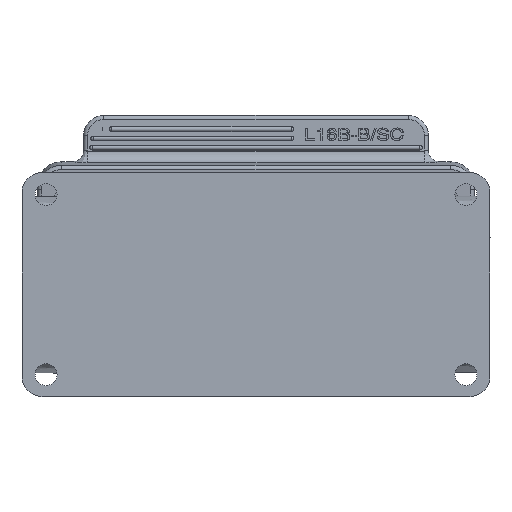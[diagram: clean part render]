
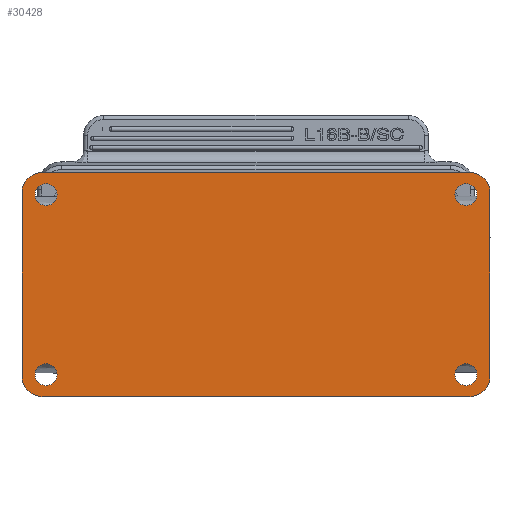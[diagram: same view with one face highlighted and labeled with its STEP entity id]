
A CAD part, front view. The second image highlights one B-rep face of the part: STEP entity #30428.
In plain terms, the highlighted planar face has unit normal (0, -1, 0).
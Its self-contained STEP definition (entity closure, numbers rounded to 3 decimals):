
#7382=DIRECTION('',(0.,0.,-1.));
#7383=VECTOR('',#7382,46.);
#7384=CARTESIAN_POINT('',(118.,0.,-5.));
#7385=LINE('',#7384,#7383);
#7386=CARTESIAN_POINT('',(113.,0.,-51.));
#7387=DIRECTION('',(0.,1.,0.));
#7388=DIRECTION('',(1.,0.,0.));
#7389=AXIS2_PLACEMENT_3D('',#7386,#7387,#7388);
#7391=CARTESIAN_POINT('',(6.,0.,-51.));
#7392=DIRECTION('',(0.,1.,0.));
#7393=DIRECTION('',(0.,0.,-1.));
#7394=AXIS2_PLACEMENT_3D('',#7391,#7392,#7393);
#7396=DIRECTION('',(0.,0.,1.));
#7397=VECTOR('',#7396,46.);
#7398=CARTESIAN_POINT('',(1.,0.,-51.));
#7399=LINE('',#7398,#7397);
#7400=CARTESIAN_POINT('',(6.,0.,-5.));
#7401=DIRECTION('',(0.,1.,0.));
#7402=DIRECTION('',(-1.,0.,0.));
#7403=AXIS2_PLACEMENT_3D('',#7400,#7401,#7402);
#7405=DIRECTION('',(1.,0.,0.));
#7406=VECTOR('',#7405,107.);
#7407=CARTESIAN_POINT('',(6.,0.,0.));
#7408=LINE('',#7407,#7406);
#7409=CARTESIAN_POINT('',(113.,0.,-5.));
#7410=DIRECTION('',(0.,1.,0.));
#7411=DIRECTION('',(0.,0.,1.));
#7412=AXIS2_PLACEMENT_3D('',#7409,#7410,#7411);
#7414=CARTESIAN_POINT('',(7.,0.,-5.5));
#7415=DIRECTION('',(0.,-1.,0.));
#7416=DIRECTION('',(0.,0.,1.));
#7417=AXIS2_PLACEMENT_3D('',#7414,#7415,#7416);
#7419=CARTESIAN_POINT('',(7.,0.,-5.5));
#7420=DIRECTION('',(0.,-1.,0.));
#7421=DIRECTION('',(0.,0.,-1.));
#7422=AXIS2_PLACEMENT_3D('',#7419,#7420,#7421);
#7424=CARTESIAN_POINT('',(7.,0.,-50.5));
#7425=DIRECTION('',(0.,-1.,0.));
#7426=DIRECTION('',(0.,0.,1.));
#7427=AXIS2_PLACEMENT_3D('',#7424,#7425,#7426);
#7429=CARTESIAN_POINT('',(7.,0.,-50.5));
#7430=DIRECTION('',(0.,-1.,0.));
#7431=DIRECTION('',(0.,0.,-1.));
#7432=AXIS2_PLACEMENT_3D('',#7429,#7430,#7431);
#7434=CARTESIAN_POINT('',(112.,0.,-50.5));
#7435=DIRECTION('',(0.,-1.,0.));
#7436=DIRECTION('',(0.,0.,1.));
#7437=AXIS2_PLACEMENT_3D('',#7434,#7435,#7436);
#7439=CARTESIAN_POINT('',(112.,0.,-50.5));
#7440=DIRECTION('',(0.,-1.,0.));
#7441=DIRECTION('',(0.,0.,-1.));
#7442=AXIS2_PLACEMENT_3D('',#7439,#7440,#7441);
#7444=CARTESIAN_POINT('',(112.,0.,-5.5));
#7445=DIRECTION('',(0.,-1.,0.));
#7446=DIRECTION('',(0.,0.,1.));
#7447=AXIS2_PLACEMENT_3D('',#7444,#7445,#7446);
#7449=CARTESIAN_POINT('',(112.,0.,-5.5));
#7450=DIRECTION('',(0.,-1.,0.));
#7451=DIRECTION('',(0.,0.,-1.));
#7452=AXIS2_PLACEMENT_3D('',#7449,#7450,#7451);
#7467=DIRECTION('',(1.,0.,0.));
#7468=VECTOR('',#7467,107.);
#7469=CARTESIAN_POINT('',(6.,0.,-56.));
#7470=LINE('',#7469,#7468);
#12997=CARTESIAN_POINT('',(113.,0.,0.));
#12999=VERTEX_POINT('',#12997);
#13001=CARTESIAN_POINT('',(118.,0.,-5.));
#13003=VERTEX_POINT('',#13001);
#13441=CARTESIAN_POINT('',(112.,0.,-2.75));
#13442=VERTEX_POINT('',#13441);
#13443=CARTESIAN_POINT('',(118.,0.,-51.));
#13444=VERTEX_POINT('',#13443);
#13445=CARTESIAN_POINT('',(113.,0.,-56.));
#13446=VERTEX_POINT('',#13445);
#13447=CARTESIAN_POINT('',(6.,0.,-56.));
#13448=VERTEX_POINT('',#13447);
#13449=CARTESIAN_POINT('',(1.,0.,-51.));
#13450=VERTEX_POINT('',#13449);
#13451=CARTESIAN_POINT('',(1.,0.,-5.));
#13452=VERTEX_POINT('',#13451);
#13453=CARTESIAN_POINT('',(6.,0.,0.));
#13454=VERTEX_POINT('',#13453);
#13455=CARTESIAN_POINT('',(7.,0.,-2.75));
#13456=CARTESIAN_POINT('',(7.,0.,-8.25));
#13457=VERTEX_POINT('',#13455);
#13458=VERTEX_POINT('',#13456);
#13459=CARTESIAN_POINT('',(7.,0.,-47.75));
#13460=CARTESIAN_POINT('',(7.,0.,-53.25));
#13461=VERTEX_POINT('',#13459);
#13462=VERTEX_POINT('',#13460);
#13463=CARTESIAN_POINT('',(112.,0.,-47.75));
#13464=CARTESIAN_POINT('',(112.,0.,-53.25));
#13465=VERTEX_POINT('',#13463);
#13466=VERTEX_POINT('',#13464);
#13467=CARTESIAN_POINT('',(112.,0.,-8.25));
#13468=VERTEX_POINT('',#13467);
#30386=CARTESIAN_POINT('',(59.5,0.,-28.));
#30387=DIRECTION('',(0.,1.,0.));
#30388=DIRECTION('',(0.,0.,1.));
#30389=AXIS2_PLACEMENT_3D('',#30386,#30387,#30388);
#30390=PLANE('',#30389);
#30391=ORIENTED_EDGE('',*,*,#26195,.T.);
#30393=ORIENTED_EDGE('',*,*,#30392,.T.);
#30395=ORIENTED_EDGE('',*,*,#30394,.F.);
#30397=ORIENTED_EDGE('',*,*,#30396,.T.);
#30398=ORIENTED_EDGE('',*,*,#26685,.T.);
#30400=ORIENTED_EDGE('',*,*,#30399,.T.);
#30401=ORIENTED_EDGE('',*,*,#26228,.T.);
#30402=ORIENTED_EDGE('',*,*,#26215,.T.);
#30403=EDGE_LOOP('',(#30391,#30393,#30395,#30397,#30398,#30400,#30401,#30402));
#30404=FACE_OUTER_BOUND('',#30403,.F.);
#30406=ORIENTED_EDGE('',*,*,#30405,.T.);
#30408=ORIENTED_EDGE('',*,*,#30407,.T.);
#30409=EDGE_LOOP('',(#30406,#30408));
#30410=FACE_BOUND('',#30409,.F.);
#30412=ORIENTED_EDGE('',*,*,#30411,.T.);
#30414=ORIENTED_EDGE('',*,*,#30413,.T.);
#30415=EDGE_LOOP('',(#30412,#30414));
#30416=FACE_BOUND('',#30415,.F.);
#30418=ORIENTED_EDGE('',*,*,#30417,.T.);
#30420=ORIENTED_EDGE('',*,*,#30419,.T.);
#30421=EDGE_LOOP('',(#30418,#30420));
#30422=FACE_BOUND('',#30421,.F.);
#30423=ORIENTED_EDGE('',*,*,#30376,.T.);
#30425=ORIENTED_EDGE('',*,*,#30424,.T.);
#30426=EDGE_LOOP('',(#30423,#30425));
#30427=FACE_BOUND('',#30426,.F.);
#7390=CIRCLE('',#7389,5.);
#7395=CIRCLE('',#7394,5.);
#7404=CIRCLE('',#7403,5.);
#7413=CIRCLE('',#7412,5.);
#7418=CIRCLE('',#7417,2.75);
#7423=CIRCLE('',#7422,2.75);
#7428=CIRCLE('',#7427,2.75);
#7433=CIRCLE('',#7432,2.75);
#7438=CIRCLE('',#7437,2.75);
#7443=CIRCLE('',#7442,2.75);
#7448=CIRCLE('',#7447,2.75);
#7453=CIRCLE('',#7452,2.75);
#26195=EDGE_CURVE('',#13003,#13444,#7385,.T.);
#26215=EDGE_CURVE('',#12999,#13003,#7413,.T.);
#26228=EDGE_CURVE('',#13454,#12999,#7408,.T.);
#26685=EDGE_CURVE('',#13450,#13452,#7399,.T.);
#30376=EDGE_CURVE('',#13442,#13468,#7448,.T.);
#30392=EDGE_CURVE('',#13444,#13446,#7390,.T.);
#30394=EDGE_CURVE('',#13448,#13446,#7470,.T.);
#30396=EDGE_CURVE('',#13448,#13450,#7395,.T.);
#30399=EDGE_CURVE('',#13452,#13454,#7404,.T.);
#30405=EDGE_CURVE('',#13457,#13458,#7418,.T.);
#30407=EDGE_CURVE('',#13458,#13457,#7423,.T.);
#30411=EDGE_CURVE('',#13461,#13462,#7428,.T.);
#30413=EDGE_CURVE('',#13462,#13461,#7433,.T.);
#30417=EDGE_CURVE('',#13465,#13466,#7438,.T.);
#30419=EDGE_CURVE('',#13466,#13465,#7443,.T.);
#30424=EDGE_CURVE('',#13468,#13442,#7453,.T.);
#30428=ADVANCED_FACE('',(#30404,#30410,#30416,#30422,#30427),#30390,.F.);
